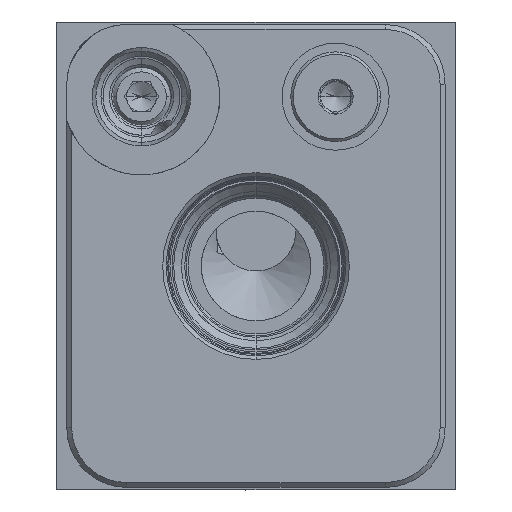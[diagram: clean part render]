
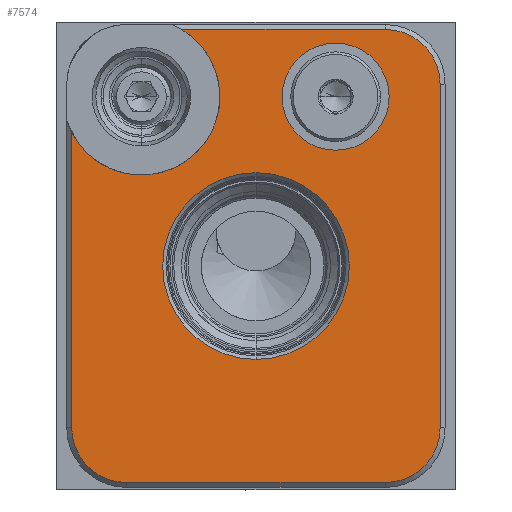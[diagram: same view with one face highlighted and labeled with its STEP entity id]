
A CAD part, front view. The second image highlights one B-rep face of the part: STEP entity #7574.
In plain terms, the highlighted planar face has unit normal (0, -1, 0).
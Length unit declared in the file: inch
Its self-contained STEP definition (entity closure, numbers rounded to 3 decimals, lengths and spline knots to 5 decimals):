
#3447=CARTESIAN_POINT('',(0.531,-5.5,2.469));
#3448=DIRECTION('',(0.,1.,0.));
#3449=DIRECTION('',(0.514,0.,0.858));
#3450=AXIS2_PLACEMENT_3D('',#3447,#3448,#3449);
#3488=CARTESIAN_POINT('',(0.093,-5.5,2.2449));
#3493=DIRECTION('',(0.,0.,1.));
#3494=VECTOR('',#3493,1.8539);
#3495=CARTESIAN_POINT('',(0.093,-5.5,0.391));
#3496=LINE('',#3495,#3494);
#3505=CARTESIAN_POINT('',(1.25,-5.5,1.406));
#3506=DIRECTION('',(0.,1.,0.));
#3507=DIRECTION('',(0.,0.,-1.));
#3508=AXIS2_PLACEMENT_3D('',#3505,#3506,#3507);
#3510=CARTESIAN_POINT('',(1.25,-5.5,1.406));
#3511=DIRECTION('',(0.,1.,0.));
#3512=DIRECTION('',(0.,0.,1.));
#3513=AXIS2_PLACEMENT_3D('',#3510,#3511,#3512);
#3515=CARTESIAN_POINT('',(1.75,-5.5,2.469));
#3516=DIRECTION('',(0.,1.,0.));
#3517=DIRECTION('',(0.,0.,-1.));
#3518=AXIS2_PLACEMENT_3D('',#3515,#3516,#3517);
#3520=CARTESIAN_POINT('',(1.75,-5.5,2.469));
#3521=DIRECTION('',(0.,1.,0.));
#3522=DIRECTION('',(0.,0.,1.));
#3523=AXIS2_PLACEMENT_3D('',#3520,#3521,#3522);
#3536=CARTESIAN_POINT('',(0.78394,-5.5,2.891));
#3542=DIRECTION('',(1.,0.,0.));
#3543=VECTOR('',#3542,1.27806);
#3544=CARTESIAN_POINT('',(0.78394,-5.5,2.891));
#3545=LINE('',#3544,#3543);
#3546=CARTESIAN_POINT('',(2.062,-5.5,2.547));
#3547=DIRECTION('',(0.,1.,0.));
#3548=DIRECTION('',(0.,0.,1.));
#3549=AXIS2_PLACEMENT_3D('',#3546,#3547,#3548);
#3604=CARTESIAN_POINT('',(0.437,-5.5,0.391));
#3605=DIRECTION('',(0.,1.,0.));
#3606=DIRECTION('',(0.,0.,-1.));
#3607=AXIS2_PLACEMENT_3D('',#3604,#3605,#3606);
#3618=DIRECTION('',(-1.,0.,0.));
#3619=VECTOR('',#3618,1.625);
#3620=CARTESIAN_POINT('',(2.062,-5.5,0.047));
#3621=LINE('',#3620,#3619);
#3626=CARTESIAN_POINT('',(2.062,-5.5,0.391));
#3627=DIRECTION('',(0.,1.,0.));
#3628=DIRECTION('',(1.,0.,0.));
#3629=AXIS2_PLACEMENT_3D('',#3626,#3627,#3628);
#3644=DIRECTION('',(0.,0.,-1.));
#3645=VECTOR('',#3644,2.156);
#3646=CARTESIAN_POINT('',(2.406,-5.5,2.547));
#3647=LINE('',#3646,#3645);
#5146=CARTESIAN_POINT('',(2.062,-5.5,0.047));
#5147=CARTESIAN_POINT('',(0.437,-5.5,0.047));
#5148=VERTEX_POINT('',#5146);
#5149=VERTEX_POINT('',#5147);
#5154=CARTESIAN_POINT('',(0.093,-5.5,0.391));
#5155=VERTEX_POINT('',#5154);
#5158=CARTESIAN_POINT('',(2.062,-5.5,2.891));
#5159=CARTESIAN_POINT('',(2.406,-5.5,2.547));
#5160=VERTEX_POINT('',#5158);
#5161=VERTEX_POINT('',#5159);
#5166=CARTESIAN_POINT('',(2.406,-5.5,0.391));
#5167=VERTEX_POINT('',#5166);
#5204=CARTESIAN_POINT('',(1.25,-5.5,0.82));
#5205=CARTESIAN_POINT('',(1.25,-5.5,1.992));
#5206=VERTEX_POINT('',#5204);
#5207=VERTEX_POINT('',#5205);
#5282=VERTEX_POINT('',#3488);
#5283=VERTEX_POINT('',#3536);
#5356=CARTESIAN_POINT('',(1.75,-5.5,2.133));
#5357=CARTESIAN_POINT('',(1.75,-5.5,2.805));
#5358=VERTEX_POINT('',#5356);
#5359=VERTEX_POINT('',#5357);
#7541=CARTESIAN_POINT('',(0.,-5.5,0.));
#7542=DIRECTION('',(0.,-1.,0.));
#7543=DIRECTION('',(1.,0.,0.));
#7544=AXIS2_PLACEMENT_3D('',#7541,#7542,#7543);
#7545=PLANE('',#7544);
#7546=ORIENTED_EDGE('',*,*,#7449,.F.);
#7548=ORIENTED_EDGE('',*,*,#7547,.T.);
#7550=ORIENTED_EDGE('',*,*,#7549,.T.);
#7552=ORIENTED_EDGE('',*,*,#7551,.T.);
#7554=ORIENTED_EDGE('',*,*,#7553,.T.);
#7556=ORIENTED_EDGE('',*,*,#7555,.T.);
#7558=ORIENTED_EDGE('',*,*,#7557,.T.);
#7559=ORIENTED_EDGE('',*,*,#7533,.T.);
#7560=EDGE_LOOP('',(#7546,#7548,#7550,#7552,#7554,#7556,#7558,#7559));
#7561=FACE_OUTER_BOUND('',#7560,.F.);
#7563=ORIENTED_EDGE('',*,*,#7562,.F.);
#7565=ORIENTED_EDGE('',*,*,#7564,.F.);
#7566=EDGE_LOOP('',(#7563,#7565));
#7567=FACE_BOUND('',#7566,.F.);
#7569=ORIENTED_EDGE('',*,*,#7568,.F.);
#7571=ORIENTED_EDGE('',*,*,#7570,.F.);
#7572=EDGE_LOOP('',(#7569,#7571));
#7573=FACE_BOUND('',#7572,.F.);
#7574=ADVANCED_FACE('',(#7561,#7567,#7573),#7545,.T.);
#3451=CIRCLE('',#3450,0.492);
#3509=CIRCLE('',#3508,0.586);
#3514=CIRCLE('',#3513,0.586);
#3519=CIRCLE('',#3518,0.336);
#3524=CIRCLE('',#3523,0.336);
#3550=CIRCLE('',#3549,0.344);
#3608=CIRCLE('',#3607,0.344);
#3630=CIRCLE('',#3629,0.344);
#7449=EDGE_CURVE('',#5283,#5282,#3451,.T.);
#7533=EDGE_CURVE('',#5155,#5282,#3496,.T.);
#7547=EDGE_CURVE('',#5283,#5160,#3545,.T.);
#7549=EDGE_CURVE('',#5160,#5161,#3550,.T.);
#7551=EDGE_CURVE('',#5161,#5167,#3647,.T.);
#7553=EDGE_CURVE('',#5167,#5148,#3630,.T.);
#7555=EDGE_CURVE('',#5148,#5149,#3621,.T.);
#7557=EDGE_CURVE('',#5149,#5155,#3608,.T.);
#7562=EDGE_CURVE('',#5206,#5207,#3509,.T.);
#7564=EDGE_CURVE('',#5207,#5206,#3514,.T.);
#7568=EDGE_CURVE('',#5358,#5359,#3519,.T.);
#7570=EDGE_CURVE('',#5359,#5358,#3524,.T.);
